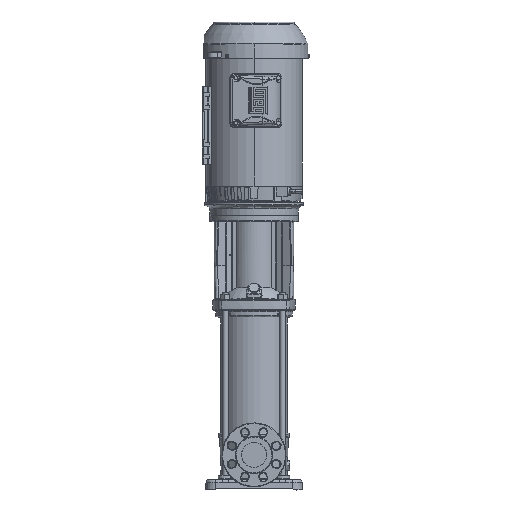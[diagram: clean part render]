
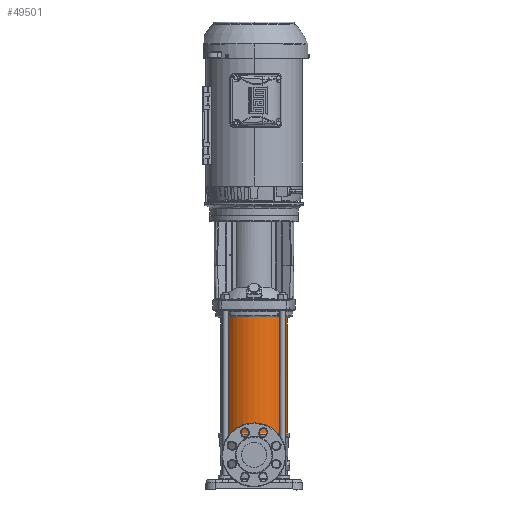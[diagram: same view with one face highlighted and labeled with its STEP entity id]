
A CAD part, top view. The second image highlights one B-rep face of the part: STEP entity #49501.
In plain terms, the highlighted cylindrical face has radius 85.35 mm (diameter 170.7 mm), a partial arc.
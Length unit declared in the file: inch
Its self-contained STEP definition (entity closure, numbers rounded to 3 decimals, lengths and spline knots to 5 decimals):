
#2174 = LINE ( 'NONE', #59101, #178670 ) ;
#8754 = ORIENTED_EDGE ( 'NONE', *, *, #28937, .T. ) ;
#8932 = AXIS2_PLACEMENT_3D ( 'NONE', #118780, #21598, #175814 ) ;
#9391 = CIRCLE ( 'NONE', #134613, 3.36024 ) ;
#12697 = AXIS2_PLACEMENT_3D ( 'NONE', #105522, #147604, #103685 ) ;
#21598 = DIRECTION ( 'NONE',  ( 0., -1., 0. ) ) ;
#28937 = EDGE_CURVE ( 'NONE', #31244, #134969, #113604, .T. ) ;
#31244 = VERTEX_POINT ( 'NONE', #124446 ) ;
#33891 = DIRECTION ( 'NONE',  ( 0., 0., 1. ) ) ;
#46004 = EDGE_CURVE ( 'NONE', #113473, #31244, #9391, .T. ) ;
#49501 = ADVANCED_FACE ( 'NONE', ( #133559 ), #145768, .T. ) ;
#49615 = ORIENTED_EDGE ( 'NONE', *, *, #173935, .T. ) ;
#59101 = CARTESIAN_POINT ( 'NONE',  ( 0., 1.70079, -3.36024 ) ) ;
#73901 = ORIENTED_EDGE ( 'NONE', *, *, #148093, .F. ) ;
#74069 = DIRECTION ( 'NONE',  ( 0., 1., 0. ) ) ;
#82684 = VECTOR ( 'NONE', #170636, 39.37008 ) ;
#83217 = ORIENTED_EDGE ( 'NONE', *, *, #46004, .T. ) ;
#103685 = DIRECTION ( 'NONE',  ( 0., 0., 1. ) ) ;
#105522 = CARTESIAN_POINT ( 'NONE',  ( 0., 1.70079, 0. ) ) ;
#113473 = VERTEX_POINT ( 'NONE', #136228 ) ;
#113604 = LINE ( 'NONE', #132040, #82684 ) ;
#116989 = VERTEX_POINT ( 'NONE', #146323 ) ;
#118780 = CARTESIAN_POINT ( 'NONE',  ( 0., 14.01039, 0. ) ) ;
#120753 = CARTESIAN_POINT ( 'NONE',  ( 0., 2.20472, 0. ) ) ;
#124446 = CARTESIAN_POINT ( 'NONE',  ( 0., 2.20472, 3.36024 ) ) ;
#132040 = CARTESIAN_POINT ( 'NONE',  ( 0., 1.70079, 3.36024 ) ) ;
#133559 = FACE_OUTER_BOUND ( 'NONE', #183086, .T. ) ;
#134183 = CARTESIAN_POINT ( 'NONE',  ( 0., 14.01039, 3.36024 ) ) ;
#134613 = AXIS2_PLACEMENT_3D ( 'NONE', #120753, #178697, #33891 ) ;
#134969 = VERTEX_POINT ( 'NONE', #134183 ) ;
#136228 = CARTESIAN_POINT ( 'NONE',  ( 0., 2.20472, -3.36024 ) ) ;
#145768 = CYLINDRICAL_SURFACE ( 'NONE', #12697, 3.36024 ) ;
#146323 = CARTESIAN_POINT ( 'NONE',  ( 0., 14.01039, -3.36024 ) ) ;
#147604 = DIRECTION ( 'NONE',  ( 0., 1., 0. ) ) ;
#148093 = EDGE_CURVE ( 'NONE', #113473, #116989, #2174, .T. ) ;
#149105 = CIRCLE ( 'NONE', #8932, 3.36024 ) ;
#170636 = DIRECTION ( 'NONE',  ( 0., 1., 0. ) ) ;
#173935 = EDGE_CURVE ( 'NONE', #134969, #116989, #149105, .T. ) ;
#175814 = DIRECTION ( 'NONE',  ( 0., 0., 1. ) ) ;
#178670 = VECTOR ( 'NONE', #74069, 39.37008 ) ;
#178697 = DIRECTION ( 'NONE',  ( 0., 1., 0. ) ) ;
#183086 = EDGE_LOOP ( 'NONE', ( #73901, #83217, #8754, #49615 ) ) ;
